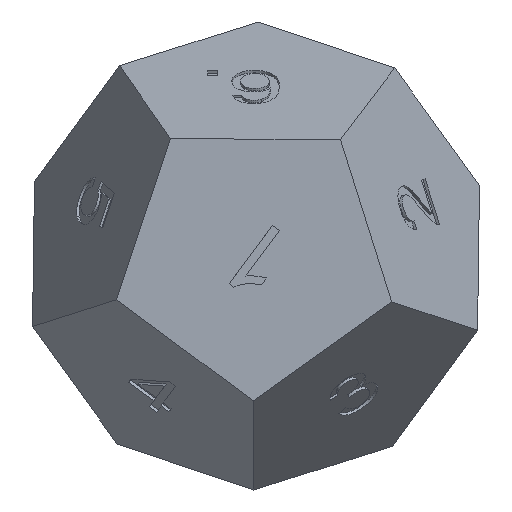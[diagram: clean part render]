
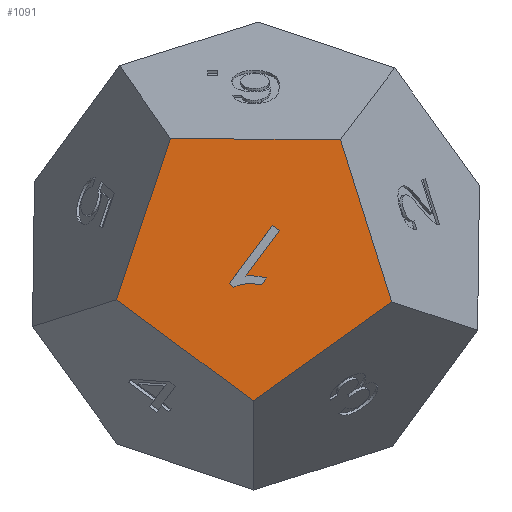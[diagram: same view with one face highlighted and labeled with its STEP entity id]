
A CAD part, top view. The second image highlights one B-rep face of the part: STEP entity #1091.
In plain terms, the highlighted planar face has unit normal (-0.008, -0.003, 1).
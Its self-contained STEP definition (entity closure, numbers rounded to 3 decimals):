
#126=CARTESIAN_POINT('',(-16.141,-2.325,28.559));
#127=VERTEX_POINT('',#126);
#128=CARTESIAN_POINT('',(-4.386,-2.421,28.656));
#129=VERTEX_POINT('',#128);
#130=CARTESIAN_POINT('',(-16.141,-2.325,28.559));
#131=DIRECTION('',(1.,-0.008,0.008));
#132=VECTOR('',#131,11.756);
#133=LINE('',#130,#132);
#134=EDGE_CURVE('',#127,#129,#133,.T.);
#491=CARTESIAN_POINT('',(-10.411,-20.462,28.56));
#492=VERTEX_POINT('',#491);
#499=CARTESIAN_POINT('',(-19.865,-13.475,28.5));
#500=VERTEX_POINT('',#499);
#501=CARTESIAN_POINT('',(-10.411,-20.462,28.56));
#502=DIRECTION('',(-0.804,0.594,-0.005));
#503=VECTOR('',#502,11.756);
#504=LINE('',#501,#503);
#505=EDGE_CURVE('',#492,#500,#504,.T.);
#612=CARTESIAN_POINT('',(-0.845,-13.63,28.657));
#613=VERTEX_POINT('',#612);
#614=CARTESIAN_POINT('',(-4.386,-2.421,28.656));
#615=DIRECTION('',(0.301,-0.954,0.));
#616=VECTOR('',#615,11.756);
#617=LINE('',#614,#616);
#618=EDGE_CURVE('',#129,#613,#617,.T.);
#878=CARTESIAN_POINT('',(-19.865,-13.475,28.5));
#879=DIRECTION('',(0.317,0.949,0.005));
#880=VECTOR('',#879,11.756);
#881=LINE('',#878,#880);
#882=EDGE_CURVE('',#500,#127,#881,.T.);
#1008=CARTESIAN_POINT('',(-10.33,-10.463,28.586));
#1009=DIRECTION('',(0.008,0.003,-1.));
#1010=DIRECTION('',(1.,-0.008,0.008));
#1011=AXIS2_PLACEMENT_3D('',#1008,#1009,#1010);
#1012=PLANE('',#1011);
#1013=ORIENTED_EDGE('',*,*,#134,.F.);
#1014=ORIENTED_EDGE('',*,*,#882,.F.);
#1015=ORIENTED_EDGE('',*,*,#505,.F.);
#1016=CARTESIAN_POINT('',(-0.845,-13.63,28.657));
#1017=DIRECTION('',(-0.814,-0.581,-0.008));
#1018=VECTOR('',#1017,11.756);
#1019=LINE('',#1016,#1018);
#1020=EDGE_CURVE('',#613,#492,#1019,.T.);
#1021=ORIENTED_EDGE('',*,*,#1020,.F.);
#1022=ORIENTED_EDGE('',*,*,#618,.F.);
#1023=EDGE_LOOP('',(#1013,#1014,#1015,#1021,#1022));
#1024=FACE_BOUND('',#1023,.T.);
#1025=CARTESIAN_POINT('',(-12.068,-12.362,28.567));
#1026=VERTEX_POINT('',#1025);
#1027=CARTESIAN_POINT('',(-9.086,-8.327,28.602));
#1028=VERTEX_POINT('',#1027);
#1029=CARTESIAN_POINT('',(-12.068,-12.362,28.567));
#1030=DIRECTION('',(0.594,0.804,0.007));
#1031=VECTOR('',#1030,5.017);
#1032=LINE('',#1029,#1031);
#1033=EDGE_CURVE('',#1026,#1028,#1032,.T.);
#1034=ORIENTED_EDGE('',*,*,#1033,.T.);
#1035=CARTESIAN_POINT('',(-8.593,-8.692,28.605));
#1036=VERTEX_POINT('',#1035);
#1037=CARTESIAN_POINT('',(-9.086,-8.327,28.602));
#1038=DIRECTION('',(0.804,-0.594,0.005));
#1039=VECTOR('',#1038,0.613);
#1040=LINE('',#1037,#1039);
#1041=EDGE_CURVE('',#1028,#1036,#1040,.T.);
#1042=ORIENTED_EDGE('',*,*,#1041,.T.);
#1043=CARTESIAN_POINT('',(-10.916,-11.836,28.578));
#1044=VERTEX_POINT('',#1043);
#1045=CARTESIAN_POINT('',(-8.593,-8.692,28.605));
#1046=DIRECTION('',(-0.594,-0.804,-0.007));
#1047=VECTOR('',#1046,3.909);
#1048=LINE('',#1045,#1047);
#1049=EDGE_CURVE('',#1036,#1044,#1048,.T.);
#1050=ORIENTED_EDGE('',*,*,#1049,.T.);
#1051=CARTESIAN_POINT('',(-9.49,-11.97,28.589));
#1052=VERTEX_POINT('',#1051);
#1053=CARTESIAN_POINT('',(-10.916,-11.836,28.578));
#1054=CARTESIAN_POINT('',(-10.713,-11.81,28.58));
#1055=CARTESIAN_POINT('',(-10.474,-11.812,28.582));
#1056=CARTESIAN_POINT('',(-10.197,-11.841,28.584));
#1057=CARTESIAN_POINT('',(-9.921,-11.87,28.586));
#1058=CARTESIAN_POINT('',(-9.685,-11.913,28.588));
#1059=CARTESIAN_POINT('',(-9.49,-11.97,28.589));
#1060=B_SPLINE_CURVE_WITH_KNOTS('',3,(#1053,#1054,#1055,#1056,#1057,#1058,#1059),.UNSPECIFIED.,.F.,.F.,(4,3,4),(0.,0.5,1.),.UNSPECIFIED.);
#1061=EDGE_CURVE('',#1044,#1052,#1060,.T.);
#1062=ORIENTED_EDGE('',*,*,#1061,.T.);
#1063=CARTESIAN_POINT('',(-9.842,-12.447,28.585));
#1064=VERTEX_POINT('',#1063);
#1065=CARTESIAN_POINT('',(-9.49,-11.97,28.589));
#1066=DIRECTION('',(-0.594,-0.804,-0.007));
#1067=VECTOR('',#1066,0.593);
#1068=LINE('',#1065,#1067);
#1069=EDGE_CURVE('',#1052,#1064,#1068,.T.);
#1070=ORIENTED_EDGE('',*,*,#1069,.T.);
#1071=CARTESIAN_POINT('',(-11.75,-12.597,28.569));
#1072=VERTEX_POINT('',#1071);
#1073=CARTESIAN_POINT('',(-9.842,-12.447,28.585));
#1074=CARTESIAN_POINT('',(-10.214,-12.373,28.582));
#1075=CARTESIAN_POINT('',(-10.571,-12.352,28.58));
#1076=CARTESIAN_POINT('',(-10.914,-12.384,28.577));
#1077=CARTESIAN_POINT('',(-11.257,-12.416,28.574));
#1078=CARTESIAN_POINT('',(-11.536,-12.487,28.571));
#1079=CARTESIAN_POINT('',(-11.75,-12.597,28.569));
#1080=B_SPLINE_CURVE_WITH_KNOTS('',3,(#1073,#1074,#1075,#1076,#1077,#1078,#1079),.UNSPECIFIED.,.F.,.F.,(4,3,4),(0.,0.5,1.),.UNSPECIFIED.);
#1081=EDGE_CURVE('',#1064,#1072,#1080,.T.);
#1082=ORIENTED_EDGE('',*,*,#1081,.T.);
#1083=CARTESIAN_POINT('',(-11.75,-12.597,28.569));
#1084=DIRECTION('',(-0.804,0.594,-0.005));
#1085=VECTOR('',#1084,0.395);
#1086=LINE('',#1083,#1085);
#1087=EDGE_CURVE('',#1072,#1026,#1086,.T.);
#1088=ORIENTED_EDGE('',*,*,#1087,.T.);
#1089=EDGE_LOOP('',(#1034,#1042,#1050,#1062,#1070,#1082,#1088));
#1090=FACE_BOUND('',#1089,.T.);
#1091=ADVANCED_FACE('',(#1024,#1090),#1012,.F.);
